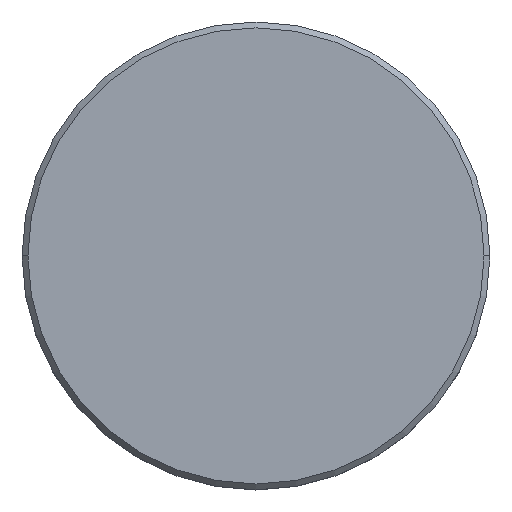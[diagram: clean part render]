
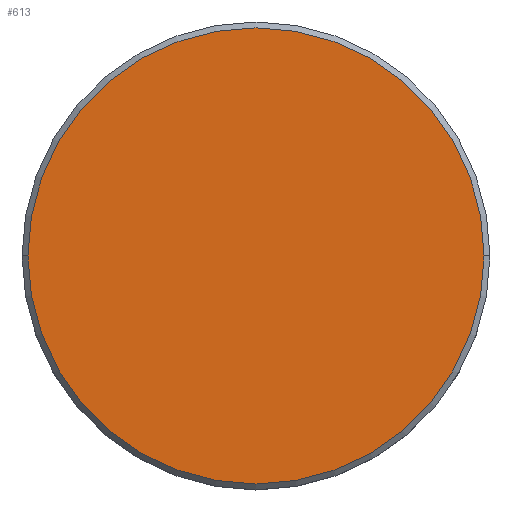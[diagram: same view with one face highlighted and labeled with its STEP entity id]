
A CAD part, top view. The second image highlights one B-rep face of the part: STEP entity #613.
In plain terms, the highlighted planar face has unit normal (0, 0, 1).
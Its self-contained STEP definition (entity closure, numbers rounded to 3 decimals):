
#43 = CIRCLE ( 'NONE', #705, 19.5 ) ;
#67 = DIRECTION ( 'NONE',  ( 1., 0., 0. ) ) ;
#123 = DIRECTION ( 'NONE',  ( 0., 0., 1. ) ) ;
#146 = ORIENTED_EDGE ( 'NONE', *, *, #614, .T. ) ;
#148 = DIRECTION ( 'NONE',  ( 0., 0., 1. ) ) ;
#220 = CIRCLE ( 'NONE', #1149, 19.5 ) ;
#235 = DIRECTION ( 'NONE',  ( 1., 0., 0. ) ) ;
#334 = CARTESIAN_POINT ( 'NONE',  ( -19.5, 0., 0. ) ) ;
#342 = CARTESIAN_POINT ( 'NONE',  ( 0., 0., 0. ) ) ;
#345 = VERTEX_POINT ( 'NONE', #334 ) ;
#414 = EDGE_LOOP ( 'NONE', ( #695, #146 ) ) ;
#509 = DIRECTION ( 'NONE',  ( 1., 0., 0. ) ) ;
#557 = AXIS2_PLACEMENT_3D ( 'NONE', #342, #1032, #235 ) ;
#595 = PLANE ( 'NONE',  #557 ) ;
#613 = ADVANCED_FACE ( 'NONE', ( #1158 ), #595, .T. ) ;
#614 = EDGE_CURVE ( 'NONE', #1171, #345, #43, .T. ) ;
#695 = ORIENTED_EDGE ( 'NONE', *, *, #855, .T. ) ;
#705 = AXIS2_PLACEMENT_3D ( 'NONE', #858, #148, #509 ) ;
#815 = CARTESIAN_POINT ( 'NONE',  ( 0., 0., 0. ) ) ;
#855 = EDGE_CURVE ( 'NONE', #345, #1171, #220, .T. ) ;
#858 = CARTESIAN_POINT ( 'NONE',  ( 0., 0., 0. ) ) ;
#1032 = DIRECTION ( 'NONE',  ( 0., 0., 1. ) ) ;
#1033 = CARTESIAN_POINT ( 'NONE',  ( 19.5, 0., 0. ) ) ;
#1149 = AXIS2_PLACEMENT_3D ( 'NONE', #815, #123, #67 ) ;
#1158 = FACE_OUTER_BOUND ( 'NONE', #414, .T. ) ;
#1171 = VERTEX_POINT ( 'NONE', #1033 ) ;
